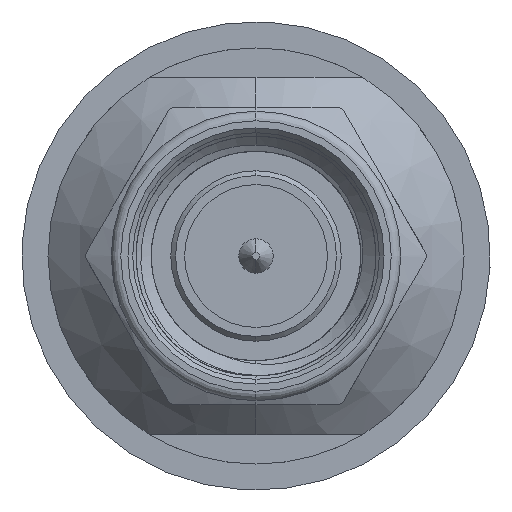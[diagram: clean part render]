
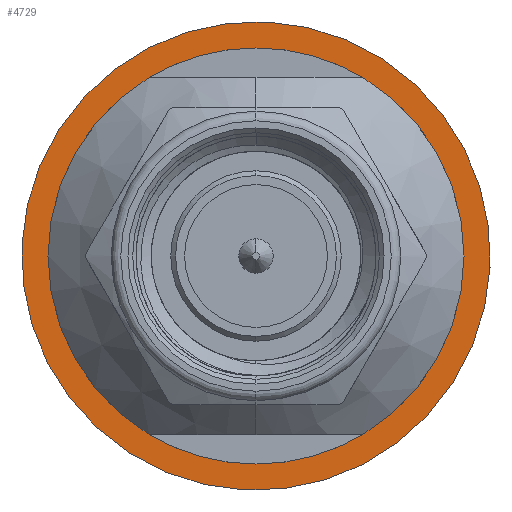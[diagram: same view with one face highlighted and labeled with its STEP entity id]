
A CAD part, left-side view. The second image highlights one B-rep face of the part: STEP entity #4729.
In plain terms, the highlighted planar face has unit normal (-1, 0, 0).
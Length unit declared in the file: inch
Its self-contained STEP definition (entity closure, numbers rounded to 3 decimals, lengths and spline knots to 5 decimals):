
#93 = VERTEX_POINT ( 'NONE', #6120 ) ;
#439 = FACE_OUTER_BOUND ( 'NONE', #6088, .T. ) ;
#851 = VERTEX_POINT ( 'NONE', #3463 ) ;
#945 = DIRECTION ( 'NONE',  ( 0., 0., -1. ) ) ;
#956 = CARTESIAN_POINT ( 'NONE',  ( -3.26161, 0., 0. ) ) ;
#1450 = AXIS2_PLACEMENT_3D ( 'NONE', #2472, #5281, #945 ) ;
#1493 = PLANE ( 'NONE',  #3029 ) ;
#1919 = DIRECTION ( 'NONE',  ( 0., 0., -1. ) ) ;
#2389 = CIRCLE ( 'NONE', #2892, 0.24603 ) ;
#2472 = CARTESIAN_POINT ( 'NONE',  ( -3.26161, 0., 0. ) ) ;
#2560 = EDGE_CURVE ( 'NONE', #93, #851, #5619, .T. ) ;
#2631 = CARTESIAN_POINT ( 'NONE',  ( -3.26161, 0., 0. ) ) ;
#2776 = ORIENTED_EDGE ( 'NONE', *, *, #2560, .F. ) ;
#2892 = AXIS2_PLACEMENT_3D ( 'NONE', #2631, #4059, #4023 ) ;
#3029 = AXIS2_PLACEMENT_3D ( 'NONE', #956, #4414, #1919 ) ;
#3463 = CARTESIAN_POINT ( 'NONE',  ( -3.26161, 0., 0.24603 ) ) ;
#4023 = DIRECTION ( 'NONE',  ( 0., 0., -1. ) ) ;
#4059 = DIRECTION ( 'NONE',  ( 1., 0., 0. ) ) ;
#4414 = DIRECTION ( 'NONE',  ( 1., 0., 0. ) ) ;
#4729 = ADVANCED_FACE ( 'NONE', ( #439 ), #1493, .F. ) ;
#5281 = DIRECTION ( 'NONE',  ( 1., 0., 0. ) ) ;
#5332 = EDGE_CURVE ( 'NONE', #851, #93, #2389, .T. ) ;
#5619 = CIRCLE ( 'NONE', #1450, 0.24603 ) ;
#6055 = ORIENTED_EDGE ( 'NONE', *, *, #5332, .F. ) ;
#6088 = EDGE_LOOP ( 'NONE', ( #2776, #6055 ) ) ;
#6120 = CARTESIAN_POINT ( 'NONE',  ( -3.26161, 0., -0.24603 ) ) ;
